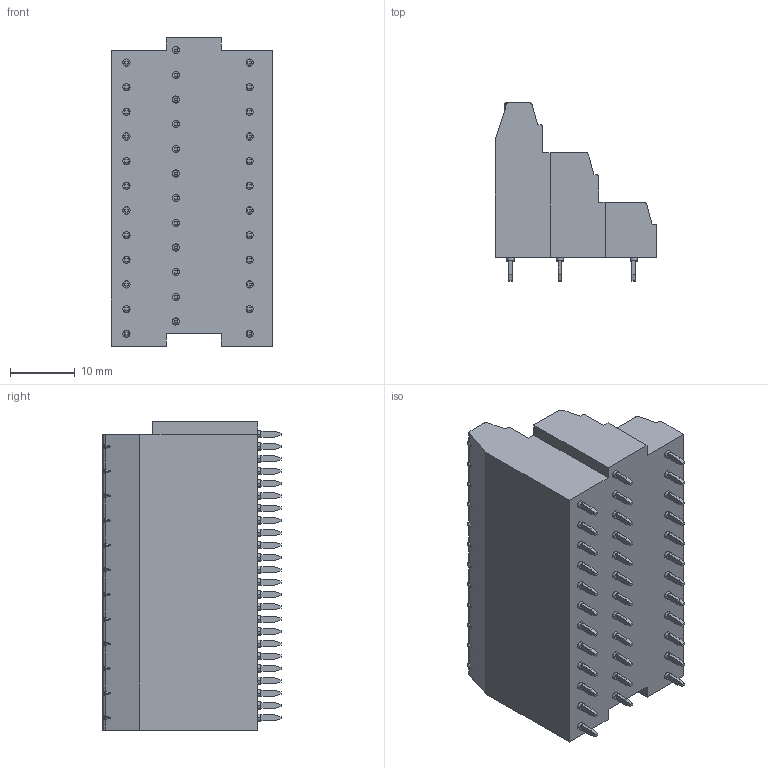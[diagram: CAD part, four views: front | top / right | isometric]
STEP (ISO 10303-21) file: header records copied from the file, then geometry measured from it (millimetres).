
FILE_DESCRIPTION(('FreeCAD Model'),'2;1');
FILE_NAME('mk3ds_1-12-3.81.step', '2017-04-26T07:13:51',('kicad StepUp'),('ksu MCAD'), 'Open CASCADE STEP processor 6.8','FreeCAD','Unknown');
FILE_SCHEMA(('AUTOMOTIVE_DESIGN_CC2 { 1 2 10303 214 -1 1 5 4 }'));
Length unit declared in the file: millimetre
Products named in the file (2): ASSEMBLY; mk3ds_1-12-3.81
Assembly tree (1 placements, depth 2):
  ASSEMBLY
    mk3ds_1-12-3.81
Bounding box: 25 x 27.5 x 47.62 mm (x, y, z)
Volume: 16580.1 mm3; surface area: 6806.8 mm2
Topology: 1 solids, 1 shells, 1667 faces, 4263 edges, 2650 vertices
Faces by surface type: plane 1134, cylinder 437, revolution 72, cone 24
Entity records: 64553 total; most frequent: CARTESIAN_POINT 12128, DIRECTION 8583, ORIENTED_EDGE 8382, EDGE_CURVE 4191, AXIS2_PLACEMENT_3D 2843, LINE 2825, VECTOR 2825, VERTEX_POINT 2650
